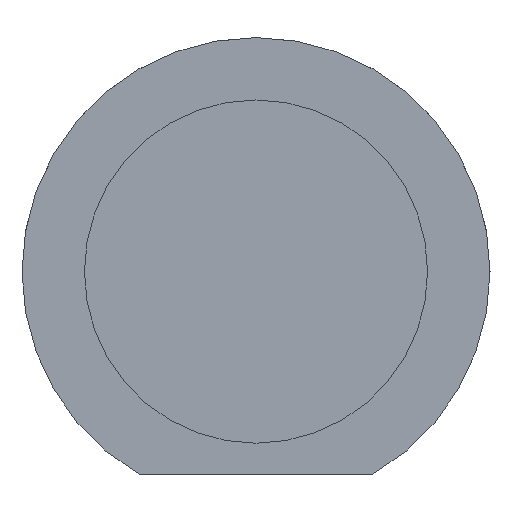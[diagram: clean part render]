
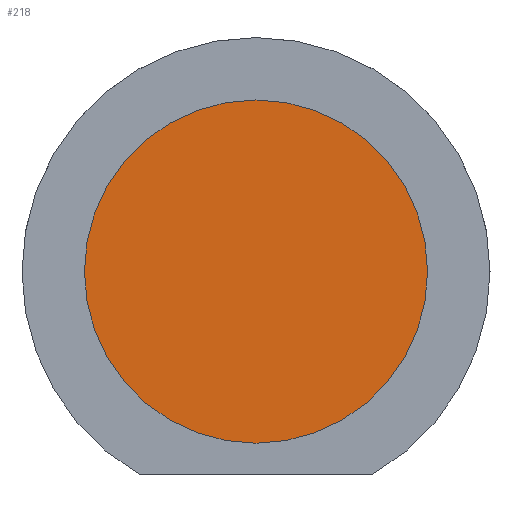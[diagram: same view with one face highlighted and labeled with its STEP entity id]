
A CAD part, left-side view. The second image highlights one B-rep face of the part: STEP entity #218.
In plain terms, the highlighted planar face has unit normal (-1, 0, 0).
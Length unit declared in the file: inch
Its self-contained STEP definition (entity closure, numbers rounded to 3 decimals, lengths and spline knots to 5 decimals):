
#41 = VERTEX_POINT ( 'NONE', #520 ) ;
#139 = DIRECTION ( 'NONE',  ( 0., 0., -1. ) ) ;
#140 = DIRECTION ( 'NONE',  ( -1., 0., 0. ) ) ;
#144 = PLANE ( 'NONE',  #338 ) ;
#163 = VERTEX_POINT ( 'NONE', #491 ) ;
#186 = ORIENTED_EDGE ( 'NONE', *, *, #384, .T. ) ;
#203 = DIRECTION ( 'NONE',  ( -1., 0., 0. ) ) ;
#218 = ADVANCED_FACE ( 'NONE', ( #431 ), #144, .T. ) ;
#227 = DIRECTION ( 'NONE',  ( 0., 0., 1. ) ) ;
#237 = CARTESIAN_POINT ( 'NONE',  ( -2.26378, 0., 0. ) ) ;
#254 = AXIS2_PLACEMENT_3D ( 'NONE', #237, #203, #227 ) ;
#277 = AXIS2_PLACEMENT_3D ( 'NONE', #462, #460, #459 ) ;
#338 = AXIS2_PLACEMENT_3D ( 'NONE', #487, #140, #139 ) ;
#343 = CIRCLE ( 'NONE', #254, 0.04331 ) ;
#384 = EDGE_CURVE ( 'NONE', #41, #163, #395, .T. ) ;
#395 = CIRCLE ( 'NONE', #277, 0.04331 ) ;
#431 = FACE_OUTER_BOUND ( 'NONE', #522, .T. ) ;
#451 = EDGE_CURVE ( 'NONE', #163, #41, #343, .T. ) ;
#459 = DIRECTION ( 'NONE',  ( 0., 0., 1. ) ) ;
#460 = DIRECTION ( 'NONE',  ( -1., 0., 0. ) ) ;
#462 = CARTESIAN_POINT ( 'NONE',  ( -2.26378, 0., 0. ) ) ;
#487 = CARTESIAN_POINT ( 'NONE',  ( -2.26378, 0., 0. ) ) ;
#491 = CARTESIAN_POINT ( 'NONE',  ( -2.26378, 0.04331, 0. ) ) ;
#518 = ORIENTED_EDGE ( 'NONE', *, *, #451, .T. ) ;
#520 = CARTESIAN_POINT ( 'NONE',  ( -2.26378, -0.04331, 0. ) ) ;
#522 = EDGE_LOOP ( 'NONE', ( #518, #186 ) ) ;
